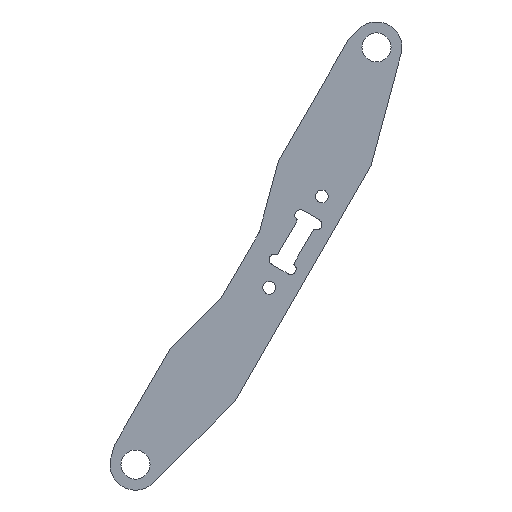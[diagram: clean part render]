
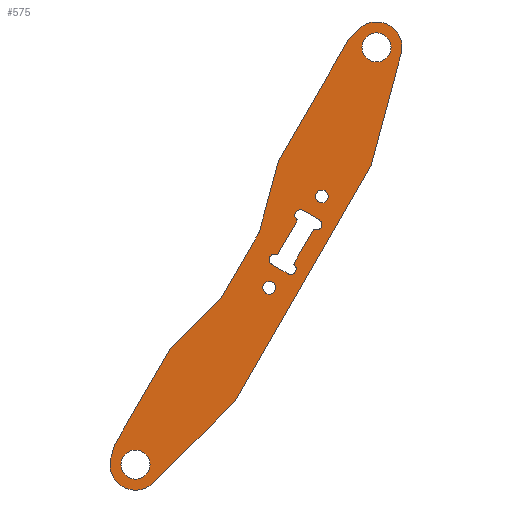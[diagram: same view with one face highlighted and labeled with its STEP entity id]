
A CAD part, front view. The second image highlights one B-rep face of the part: STEP entity #575.
In plain terms, the highlighted planar face has unit normal (0, -1, 0).
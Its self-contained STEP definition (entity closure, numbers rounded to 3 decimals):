
#15=FACE_BOUND('',#74,.T.);
#16=FACE_BOUND('',#75,.T.);
#17=FACE_BOUND('',#76,.T.);
#18=FACE_BOUND('',#77,.T.);
#19=FACE_BOUND('',#78,.T.);
#26=PLANE('',#630);
#43=FACE_OUTER_BOUND('',#73,.T.);
#73=EDGE_LOOP('',(#399,#400,#401,#402,#403,#404,#405,#406,#407,#408,#409,
#410,#411,#412,#413,#414));
#74=EDGE_LOOP('',(#415));
#75=EDGE_LOOP('',(#416));
#76=EDGE_LOOP('',(#417));
#77=EDGE_LOOP('',(#418));
#78=EDGE_LOOP('',(#419,#420,#421,#422,#423,#424,#425,#426));
#113=LINE('',#870,#169);
#116=LINE('',#876,#172);
#117=LINE('',#878,#173);
#118=LINE('',#882,#174);
#119=LINE('',#884,#175);
#120=LINE('',#886,#176);
#121=LINE('',#890,#177);
#122=LINE('',#892,#178);
#123=LINE('',#896,#179);
#124=LINE('',#900,#180);
#125=LINE('',#912,#181);
#126=LINE('',#916,#182);
#127=LINE('',#920,#183);
#128=LINE('',#924,#184);
#169=VECTOR('',#696,10.);
#172=VECTOR('',#701,10.);
#173=VECTOR('',#702,10.);
#174=VECTOR('',#705,10.);
#175=VECTOR('',#706,10.);
#176=VECTOR('',#707,10.);
#177=VECTOR('',#710,10.);
#178=VECTOR('',#711,10.);
#179=VECTOR('',#714,10.);
#180=VECTOR('',#717,10.);
#181=VECTOR('',#728,10.);
#182=VECTOR('',#731,10.);
#183=VECTOR('',#734,10.);
#184=VECTOR('',#737,10.);
#224=CIRCLE('',#628,2.);
#225=CIRCLE('',#631,7.);
#226=CIRCLE('',#632,7.);
#227=CIRCLE('',#633,2.);
#228=CIRCLE('',#634,2.);
#229=CIRCLE('',#635,2.);
#230=CIRCLE('',#636,1.75);
#231=CIRCLE('',#637,1.75);
#232=CIRCLE('',#638,4.);
#233=CIRCLE('',#639,4.);
#234=CIRCLE('',#640,1.5);
#235=CIRCLE('',#641,1.5);
#236=CIRCLE('',#642,1.5);
#237=CIRCLE('',#643,1.5);
#253=VERTEX_POINT('',#863);
#254=VERTEX_POINT('',#865);
#255=VERTEX_POINT('',#869);
#257=VERTEX_POINT('',#875);
#258=VERTEX_POINT('',#877);
#259=VERTEX_POINT('',#879);
#260=VERTEX_POINT('',#881);
#261=VERTEX_POINT('',#883);
#262=VERTEX_POINT('',#885);
#263=VERTEX_POINT('',#887);
#264=VERTEX_POINT('',#889);
#265=VERTEX_POINT('',#891);
#266=VERTEX_POINT('',#893);
#267=VERTEX_POINT('',#895);
#268=VERTEX_POINT('',#897);
#269=VERTEX_POINT('',#899);
#270=VERTEX_POINT('',#902);
#271=VERTEX_POINT('',#904);
#272=VERTEX_POINT('',#906);
#273=VERTEX_POINT('',#908);
#274=VERTEX_POINT('',#910);
#275=VERTEX_POINT('',#911);
#276=VERTEX_POINT('',#913);
#277=VERTEX_POINT('',#915);
#278=VERTEX_POINT('',#917);
#279=VERTEX_POINT('',#919);
#280=VERTEX_POINT('',#921);
#281=VERTEX_POINT('',#923);
#309=EDGE_CURVE('',#253,#254,#224,.T.);
#311=EDGE_CURVE('',#254,#255,#113,.T.);
#314=EDGE_CURVE('',#257,#253,#116,.T.);
#315=EDGE_CURVE('',#258,#257,#117,.T.);
#316=EDGE_CURVE('',#259,#258,#225,.T.);
#317=EDGE_CURVE('',#260,#259,#118,.T.);
#318=EDGE_CURVE('',#261,#260,#119,.T.);
#319=EDGE_CURVE('',#262,#261,#120,.T.);
#320=EDGE_CURVE('',#263,#262,#226,.T.);
#321=EDGE_CURVE('',#264,#263,#121,.T.);
#322=EDGE_CURVE('',#265,#264,#122,.T.);
#323=EDGE_CURVE('',#266,#265,#227,.T.);
#324=EDGE_CURVE('',#267,#266,#123,.T.);
#325=EDGE_CURVE('',#268,#267,#228,.T.);
#326=EDGE_CURVE('',#269,#268,#124,.T.);
#327=EDGE_CURVE('',#255,#269,#229,.T.);
#328=EDGE_CURVE('',#270,#270,#230,.T.);
#329=EDGE_CURVE('',#271,#271,#231,.T.);
#330=EDGE_CURVE('',#272,#272,#232,.T.);
#331=EDGE_CURVE('',#273,#273,#233,.T.);
#332=EDGE_CURVE('',#274,#275,#125,.T.);
#333=EDGE_CURVE('',#276,#274,#234,.T.);
#334=EDGE_CURVE('',#277,#276,#126,.T.);
#335=EDGE_CURVE('',#278,#277,#235,.T.);
#336=EDGE_CURVE('',#279,#278,#127,.T.);
#337=EDGE_CURVE('',#280,#279,#236,.T.);
#338=EDGE_CURVE('',#281,#280,#128,.T.);
#339=EDGE_CURVE('',#275,#281,#237,.T.);
#399=ORIENTED_EDGE('',*,*,#309,.F.);
#400=ORIENTED_EDGE('',*,*,#314,.F.);
#401=ORIENTED_EDGE('',*,*,#315,.F.);
#402=ORIENTED_EDGE('',*,*,#316,.F.);
#403=ORIENTED_EDGE('',*,*,#317,.F.);
#404=ORIENTED_EDGE('',*,*,#318,.F.);
#405=ORIENTED_EDGE('',*,*,#319,.F.);
#406=ORIENTED_EDGE('',*,*,#320,.F.);
#407=ORIENTED_EDGE('',*,*,#321,.F.);
#408=ORIENTED_EDGE('',*,*,#322,.F.);
#409=ORIENTED_EDGE('',*,*,#323,.F.);
#410=ORIENTED_EDGE('',*,*,#324,.F.);
#411=ORIENTED_EDGE('',*,*,#325,.F.);
#412=ORIENTED_EDGE('',*,*,#326,.F.);
#413=ORIENTED_EDGE('',*,*,#327,.F.);
#414=ORIENTED_EDGE('',*,*,#311,.F.);
#415=ORIENTED_EDGE('',*,*,#328,.T.);
#416=ORIENTED_EDGE('',*,*,#329,.T.);
#417=ORIENTED_EDGE('',*,*,#330,.T.);
#418=ORIENTED_EDGE('',*,*,#331,.T.);
#419=ORIENTED_EDGE('',*,*,#332,.F.);
#420=ORIENTED_EDGE('',*,*,#333,.F.);
#421=ORIENTED_EDGE('',*,*,#334,.F.);
#422=ORIENTED_EDGE('',*,*,#335,.F.);
#423=ORIENTED_EDGE('',*,*,#336,.F.);
#424=ORIENTED_EDGE('',*,*,#337,.F.);
#425=ORIENTED_EDGE('',*,*,#338,.F.);
#426=ORIENTED_EDGE('',*,*,#339,.F.);
#575=ADVANCED_FACE('',(#43,#15,#16,#17,#18,#19),#26,.F.);
#628=AXIS2_PLACEMENT_3D('',#866,#691,#692);
#630=AXIS2_PLACEMENT_3D('',#874,#699,#700);
#631=AXIS2_PLACEMENT_3D('',#880,#703,#704);
#632=AXIS2_PLACEMENT_3D('',#888,#708,#709);
#633=AXIS2_PLACEMENT_3D('',#894,#712,#713);
#634=AXIS2_PLACEMENT_3D('',#898,#715,#716);
#635=AXIS2_PLACEMENT_3D('',#901,#718,#719);
#636=AXIS2_PLACEMENT_3D('',#903,#720,#721);
#637=AXIS2_PLACEMENT_3D('',#905,#722,#723);
#638=AXIS2_PLACEMENT_3D('',#907,#724,#725);
#639=AXIS2_PLACEMENT_3D('',#909,#726,#727);
#640=AXIS2_PLACEMENT_3D('',#914,#729,#730);
#641=AXIS2_PLACEMENT_3D('',#918,#732,#733);
#642=AXIS2_PLACEMENT_3D('',#922,#735,#736);
#643=AXIS2_PLACEMENT_3D('',#925,#738,#739);
#691=DIRECTION('center_axis',(0.,1.,0.));
#692=DIRECTION('ref_axis',(-0.793,0.,0.609));
#696=DIRECTION('',(0.707,0.,0.707));
#699=DIRECTION('center_axis',(0.,1.,0.));
#700=DIRECTION('ref_axis',(0.,0.,1.));
#701=DIRECTION('',(0.5,0.,0.866));
#702=DIRECTION('',(0.259,0.,0.966));
#703=DIRECTION('center_axis',(0.,1.,0.));
#704=DIRECTION('ref_axis',(0.707,0.,-0.707));
#705=DIRECTION('',(-0.707,0.,-0.707));
#706=DIRECTION('',(-0.5,0.,-0.866));
#707=DIRECTION('',(-0.259,0.,-0.966));
#708=DIRECTION('center_axis',(0.,1.,0.));
#709=DIRECTION('ref_axis',(-0.707,0.,0.707));
#710=DIRECTION('',(0.707,0.,0.707));
#711=DIRECTION('',(0.5,0.,0.866));
#712=DIRECTION('center_axis',(0.,1.,0.));
#713=DIRECTION('ref_axis',(-0.924,0.,0.383));
#714=DIRECTION('',(0.259,0.,0.966));
#715=DIRECTION('center_axis',(0.,-1.,0.));
#716=DIRECTION('ref_axis',(0.924,0.,-0.383));
#717=DIRECTION('',(0.5,0.,0.866));
#718=DIRECTION('center_axis',(0.,-1.,0.));
#719=DIRECTION('ref_axis',(0.793,0.,-0.609));
#720=DIRECTION('center_axis',(0.,1.,0.));
#721=DIRECTION('ref_axis',(-1.,0.,0.));
#722=DIRECTION('center_axis',(0.,1.,0.));
#723=DIRECTION('ref_axis',(-1.,0.,0.));
#724=DIRECTION('center_axis',(0.,1.,0.));
#725=DIRECTION('ref_axis',(-1.,0.,0.));
#726=DIRECTION('center_axis',(0.,1.,0.));
#727=DIRECTION('ref_axis',(-1.,0.,0.));
#728=DIRECTION('',(0.866,0.,-0.5));
#729=DIRECTION('center_axis',(0.,-1.,0.));
#730=DIRECTION('ref_axis',(0.5,0.,0.866));
#731=DIRECTION('',(-0.5,0.,-0.866));
#732=DIRECTION('center_axis',(0.,-1.,0.));
#733=DIRECTION('ref_axis',(0.5,0.,0.866));
#734=DIRECTION('',(-0.866,0.,0.5));
#735=DIRECTION('center_axis',(0.,-1.,0.));
#736=DIRECTION('ref_axis',(-0.5,0.,-0.866));
#737=DIRECTION('',(0.5,0.,0.866));
#738=DIRECTION('center_axis',(0.,-1.,0.));
#739=DIRECTION('ref_axis',(-0.5,0.,-0.866));
#863=CARTESIAN_POINT('',(41.264,0.,46.471));
#865=CARTESIAN_POINT('',(41.582,0.,46.886));
#866=CARTESIAN_POINT('Origin',(42.996,0.,45.471));
#869=CARTESIAN_POINT('',(55.451,0.,60.755));
#870=CARTESIAN_POINT('',(41.396,0.,46.699));
#874=CARTESIAN_POINT('Origin',(65.125,0.,72.374));
#875=CARTESIAN_POINT('',(26.19,0.,20.362));
#876=CARTESIAN_POINT('',(20.628,0.,10.728));
#877=CARTESIAN_POINT('',(25.239,0.,16.812));
#878=CARTESIAN_POINT('',(25.239,0.,16.812));
#879=CARTESIAN_POINT('',(36.95,0.,10.05));
#880=CARTESIAN_POINT('Origin',(32.,0.,15.));
#881=CARTESIAN_POINT('',(59.458,0.,32.558));
#882=CARTESIAN_POINT('',(59.458,0.,32.558));
#883=CARTESIAN_POINT('',(96.773,0.,97.19));
#884=CARTESIAN_POINT('',(96.773,0.,97.19));
#885=CARTESIAN_POINT('',(105.011,0.,127.937));
#886=CARTESIAN_POINT('',(105.011,0.,127.937));
#887=CARTESIAN_POINT('',(93.3,0.,134.698));
#888=CARTESIAN_POINT('Origin',(98.25,0.,129.748));
#889=CARTESIAN_POINT('',(90.701,0.,132.099));
#890=CARTESIAN_POINT('',(90.701,0.,132.099));
#891=CARTESIAN_POINT('',(71.377,0.,98.629));
#892=CARTESIAN_POINT('',(26.19,0.,20.362));
#893=CARTESIAN_POINT('',(71.177,0.,98.146));
#894=CARTESIAN_POINT('Origin',(73.109,0.,97.629));
#895=CARTESIAN_POINT('',(66.101,0.,79.2));
#896=CARTESIAN_POINT('',(66.033,0.,78.946));
#897=CARTESIAN_POINT('',(65.901,0.,78.718));
#898=CARTESIAN_POINT('Origin',(64.169,0.,79.718));
#899=CARTESIAN_POINT('',(55.769,0.,61.169));
#900=CARTESIAN_POINT('',(55.637,0.,60.941));
#901=CARTESIAN_POINT('Origin',(54.037,0.,62.169));
#902=CARTESIAN_POINT('',(70.495,0.,63.645));
#903=CARTESIAN_POINT('Origin',(68.745,0.,63.645));
#904=CARTESIAN_POINT('',(84.995,0.,88.759));
#905=CARTESIAN_POINT('Origin',(83.245,0.,88.759));
#906=CARTESIAN_POINT('',(36.,0.,15.));
#907=CARTESIAN_POINT('Origin',(32.,0.,15.));
#908=CARTESIAN_POINT('',(102.25,0.,129.748));
#909=CARTESIAN_POINT('Origin',(98.25,0.,129.748));
#910=CARTESIAN_POINT('',(69.512,0.,70.072));
#911=CARTESIAN_POINT('',(73.929,0.,67.522));
#912=CARTESIAN_POINT('',(69.512,0.,70.072));
#913=CARTESIAN_POINT('',(71.012,0.,72.67));
#914=CARTESIAN_POINT('Origin',(70.262,0.,71.371));
#915=CARTESIAN_POINT('',(76.562,0.,82.283));
#916=CARTESIAN_POINT('',(78.062,0.,84.881));
#917=CARTESIAN_POINT('',(78.062,0.,84.881));
#918=CARTESIAN_POINT('Origin',(77.312,0.,83.582));
#919=CARTESIAN_POINT('',(82.479,0.,82.331));
#920=CARTESIAN_POINT('',(82.479,0.,82.331));
#921=CARTESIAN_POINT('',(80.979,0.,79.733));
#922=CARTESIAN_POINT('Origin',(81.729,0.,81.032));
#923=CARTESIAN_POINT('',(75.429,0.,70.12));
#924=CARTESIAN_POINT('',(73.929,0.,67.522));
#925=CARTESIAN_POINT('Origin',(74.679,0.,68.821));
